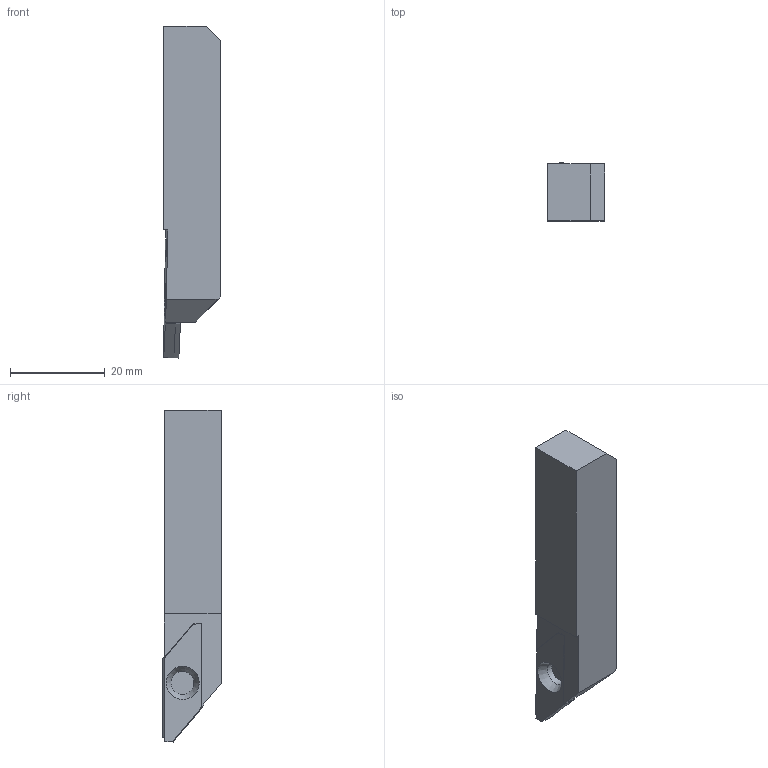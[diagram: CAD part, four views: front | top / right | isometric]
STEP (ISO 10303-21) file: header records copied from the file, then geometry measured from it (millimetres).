
FILE_DESCRIPTION(/* description */ (''),/* implementation_level */ '2;1');
FILE_NAME(/* name */ '1527606481279.stp',/* time_stamp */ '2018-05-29T17:08:07+02:00',/* author */ (''),/* organization */ ('SMS'),/* preprocessor_version */ 'ST-DEVELOPER v15',/* originating_system */ 'SIEMENS PLM Software NX 8.5',/* authorisation */ '');
FILE_SCHEMA (('AUTOMOTIVE_DESIGN { 1 0 10303 214 3 1 1 1 }'));
Length unit declared in the file: millimetre
Products named in the file (4): ASSEMBLY_CONSTRUCTION; 201679853mod000_00; CUT; 201659396mod000_00
Assembly tree (3 placements, depth 2):
  201659396mod000_00
    CUT
    201679853mod000_00
    ASSEMBLY_CONSTRUCTION
Bounding box: 12.04 x 12.32 x 69.98 mm (x, y, z)
Volume: 8621 mm3; surface area: 3668.9 mm2
Topology: 2 solids, 2 shells, 36 faces, 97 edges, 73 vertices
Faces by surface type: plane 29, cylinder 6, cone 1
Full cylindrical faces by diameter (mm): 4.9 x1
Entity records: 1305 total; most frequent: CARTESIAN_POINT 227, DIRECTION 195, ORIENTED_EDGE 184, EDGE_CURVE 92, LINE 77, VECTOR 77, VERTEX_POINT 62, AXIS2_PLACEMENT_3D 59
